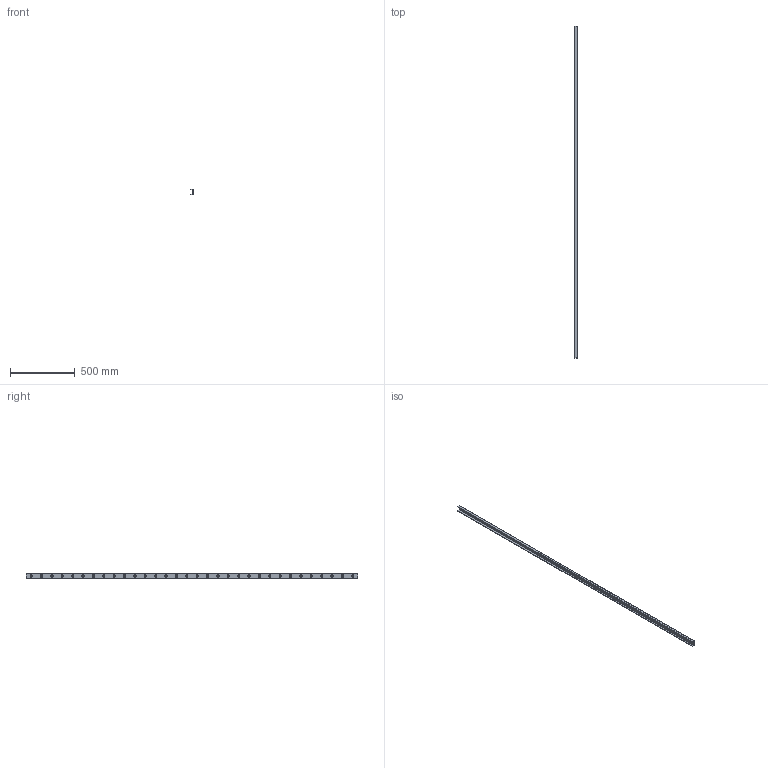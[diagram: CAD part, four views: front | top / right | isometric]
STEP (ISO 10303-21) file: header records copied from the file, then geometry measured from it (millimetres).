
FILE_DESCRIPTION( ( 'Unknown' ), '1' );
FILE_NAME( 'LCU43-2560C.stp', 'Unknown', ( 'Unknown' ), ( 'Unknown' ), 'PSStep 17.0.49', 'Unknown', ' ' );
FILE_SCHEMA( ( 'AUTOMOTIVE_DESIGN { 1 0 10303 214 1 1 1 1 }' ) );
Length unit declared in the file: millimetre
Products named in the file (1): 1
Bounding box: 21 x 2560 x 43 mm (x, y, z)
Volume: 812159.1 mm3; surface area: 407803.6 mm2
Topology: 1 solids, 1 shells, 112 faces, 266 edges, 188 vertices
Faces by surface type: cylinder 70, plane 42
Full cylindrical faces by diameter (mm): 10.5 x32, 18 x32
Entity records: 3778 total; most frequent: DIRECTION 536, CARTESIAN_POINT 439, ORIENTED_EDGE 340, EDGE_LOOP 272, AXIS2_PLACEMENT_3D 253, FACE_OUTER_BOUND 176, EDGE_CURVE 170, VERTEX_POINT 156
